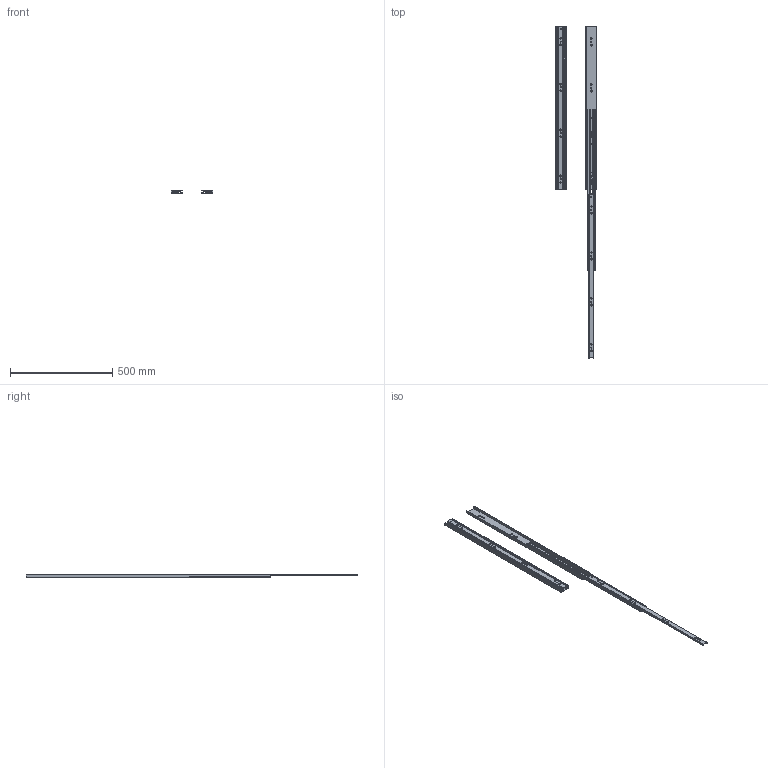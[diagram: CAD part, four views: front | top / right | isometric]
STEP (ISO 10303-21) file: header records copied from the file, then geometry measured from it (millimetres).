
FILE_DESCRIPTION( ( 'Unknown' ), '1' );
FILE_NAME( '76008-800(閉合+展長).stp', 'Unknown', ( 'Unknown' ), ( 'Unknown' ), 'PSStep 14.0', 'Unknown', ' ' );
FILE_SCHEMA( ( 'AUTOMOTIVE_DESIGN { 1 0 10303 214 1 1 1 1 }' ) );
Length unit declared in the file: millimetre
Products named in the file (6): ; 外框-800; 中框-800; 內框-800; 76008-800; Assem1
Assembly tree (8 placements, depth 3):
  Assem1
    76008-800
      外框-800
      中框-800
      內框-800
  
      外框-800
      中框-800
      內框-800
Bounding box: 202.13 x 1620.25 x 19 mm (x, y, z)
Volume: 567833.8 mm3; surface area: 594034.5 mm2
Topology: 6 solids, 6 shells, 876 faces, 2654 edges, 1770 vertices
Faces by surface type: plane 392, cylinder 356, cone 128
Full cylindrical faces by diameter (mm): 5 x20
Entity records: 19038 total; most frequent: CARTESIAN_POINT 3313, ORIENTED_EDGE 2632, DIRECTION 2486, EDGE_CURVE 1316, AXIS2_PLACEMENT_3D 889, VERTEX_POINT 884, LINE 708, VECTOR 708
